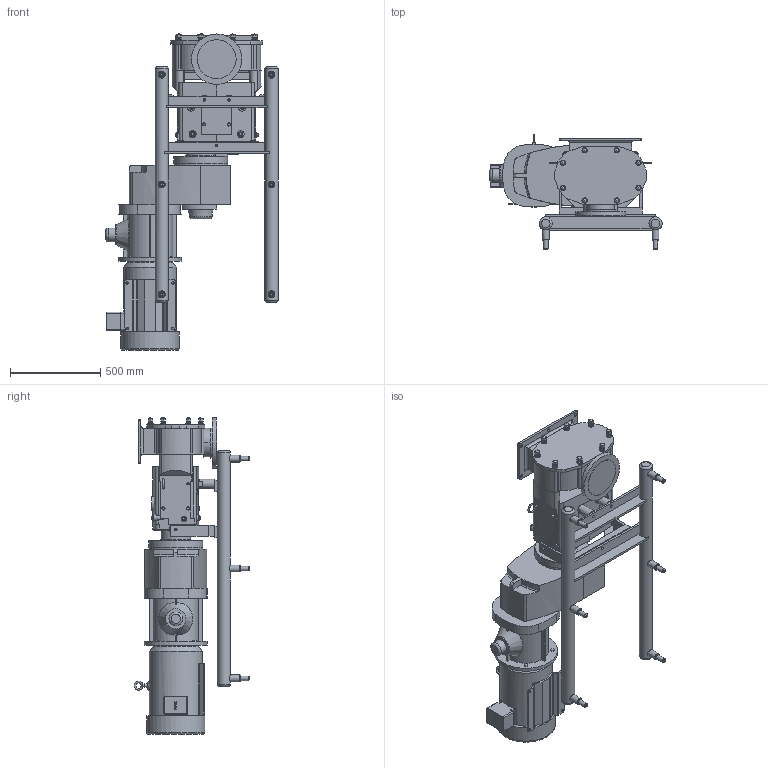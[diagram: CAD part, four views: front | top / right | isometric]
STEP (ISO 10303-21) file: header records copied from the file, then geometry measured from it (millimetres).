
FILE_DESCRIPTION(/* description */ (''),/* implementation_level */ '2;1');
FILE_NAME(/* name */ 'U3_324U3_256TC_(4.37 x 12.82)x6.0_S-Line_20HP_SIDE_SM.stp',/* time_stamp */ '2021-05-24T18:45:13+05:00',/* author */ ('trtmhr'),/* organization */ (''),/* preprocessor_version */ 'ST-DEVELOPER v18.1',/* originating_system */ 'Autodesk Inventor 2020',/* authorisation */ '');
FILE_SCHEMA (('AUTOMOTIVE_DESIGN { 1 0 10303 214 3 1 1 }'));
Length unit declared in the file: inch
Products named in the file (1): U3_324U3_256TC_(4.37 x 12.82)x6.0_S-Line_20HP_SIDE_SM
Bounding box: 956.16 x 643.7 x 1759.18 mm (x, y, z)
Volume: 181227703.2 mm3; surface area: 4744623.8 mm2
Topology: 6 solids, 6 shells, 1059 faces, 2865 edges, 1892 vertices
Faces by surface type: plane 569, cylinder 273, bspline 84, torus 65, cone 60, sphere 8
Full cylindrical faces by diameter (mm): 2.54 x2, 7.62 x1, 7.798 x1, 10.719 x5, 12.7 x2, 13.462 x4, 14.224 x2, 14.3 x3, 14.478 x1, 15.24 x1, 17.526 x6, 19.304 x1, 23.012 x8, 23.876 x3, 25.4 x11, 29.083 x8, 29.21 x2, 31.75 x3, 38.1 x10, 42.672 x2, 50.8 x2, 75.997 x1, 111.989 x1, 166.878 x1, 215.9 x1, 250.012 x1, 279.4 x1, 292.329 x1, 299.974 x1, 299.999 x1
Entity records: 36167 total; most frequent: CARTESIAN_POINT 9401, ORIENTED_EDGE 5688, DIRECTION 5426, EDGE_CURVE 2844, AXIS2_PLACEMENT_3D 1980, VERTEX_POINT 1892, LINE 1466, VECTOR 1466
